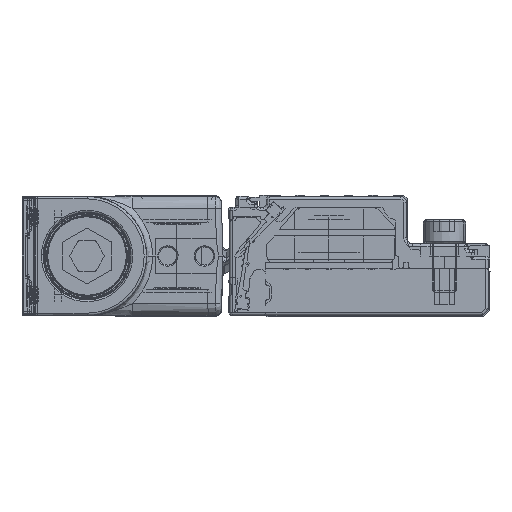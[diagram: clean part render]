
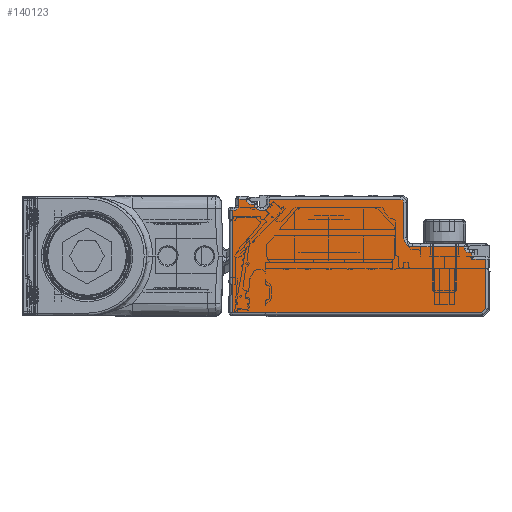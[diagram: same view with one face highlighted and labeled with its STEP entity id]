
A CAD part, left-side view. The second image highlights one B-rep face of the part: STEP entity #140123.
In plain terms, the highlighted planar face has unit normal (-1, 0, 0).
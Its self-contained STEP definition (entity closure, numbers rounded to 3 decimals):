
#139841=AXIS2_PLACEMENT_3D('Circle Axis2P3D',#139839,#139840,$) ;
#139980=AXIS2_PLACEMENT_3D('Plane Axis2P3D',#139977,#139978,#139979) ;
#140003=AXIS2_PLACEMENT_3D('Circle Axis2P3D',#140001,#140002,$) ;
#140017=AXIS2_PLACEMENT_3D('Circle Axis2P3D',#140015,#140016,$) ;
#140038=AXIS2_PLACEMENT_3D('Circle Axis2P3D',#140036,#140037,$) ;
#140052=AXIS2_PLACEMENT_3D('Circle Axis2P3D',#140050,#140051,$) ;
#140066=AXIS2_PLACEMENT_3D('Circle Axis2P3D',#140064,#140065,$) ;
#140087=AXIS2_PLACEMENT_3D('Circle Axis2P3D',#140085,#140086,$) ;
#136664=CARTESIAN_POINT('Vertex',(-1778.,42.3,-7.3)) ;
#136667=CARTESIAN_POINT('Line Origine',(-1778.,42.3,2.)) ;
#136671=CARTESIAN_POINT('Vertex',(-1778.,42.3,9.5)) ;
#136995=CARTESIAN_POINT('Vertex',(-1778.,1.407,-7.3)) ;
#136998=CARTESIAN_POINT('Line Origine',(-1778.,23.168,-7.3)) ;
#137035=CARTESIAN_POINT('Vertex',(-1778.,0.7,-6.593)) ;
#137038=CARTESIAN_POINT('Line Origine',(-1778.,-1.246,-4.646)) ;
#137075=CARTESIAN_POINT('Vertex',(-1778.,0.7,1.5)) ;
#137078=CARTESIAN_POINT('Line Origine',(-1778.,0.7,2.)) ;
#139756=CARTESIAN_POINT('Vertex',(-1778.,3.,2.5)) ;
#139812=CARTESIAN_POINT('Vertex',(-1778.,3.4,2.5)) ;
#139815=CARTESIAN_POINT('Line Origine',(-1778.,21.5,2.5)) ;
#139836=CARTESIAN_POINT('Vertex',(-1778.,4.2,3.3)) ;
#139839=CARTESIAN_POINT('Axis2P3D Location',(-1778.,3.4,3.3)) ;
#139962=CARTESIAN_POINT('Vertex',(-1778.,3.,1.5)) ;
#139965=CARTESIAN_POINT('Line Origine',(-1778.,21.5,1.5)) ;
#139977=CARTESIAN_POINT('Axis2P3D Location',(-1778.,0.2,-7.8)) ;
#139982=CARTESIAN_POINT('Line Origine',(-1778.,3.,2.)) ;
#139987=CARTESIAN_POINT('Line Origine',(-1778.,4.2,3.4)) ;
#139991=CARTESIAN_POINT('Vertex',(-1778.,4.2,3.5)) ;
#139994=CARTESIAN_POINT('Line Origine',(-1778.,8.45,3.5)) ;
#139998=CARTESIAN_POINT('Vertex',(-1778.,12.7,3.5)) ;
#140001=CARTESIAN_POINT('Axis2P3D Location',(-1778.,12.7,5.)) ;
#140005=CARTESIAN_POINT('Vertex',(-1778.,14.2,5.)) ;
#140008=CARTESIAN_POINT('Line Origine',(-1778.,14.2,7.9)) ;
#140012=CARTESIAN_POINT('Vertex',(-1778.,14.2,10.8)) ;
#140015=CARTESIAN_POINT('Axis2P3D Location',(-1778.,14.7,10.8)) ;
#140019=CARTESIAN_POINT('Vertex',(-1778.,14.7,11.3)) ;
#140022=CARTESIAN_POINT('Line Origine',(-1778.,25.5,11.3)) ;
#140026=CARTESIAN_POINT('Vertex',(-1778.,36.3,11.3)) ;
#140029=CARTESIAN_POINT('Line Origine',(-1778.,36.3,10.9)) ;
#140033=CARTESIAN_POINT('Vertex',(-1778.,36.3,10.5)) ;
#140036=CARTESIAN_POINT('Axis2P3D Location',(-1778.,37.3,10.5)) ;
#140040=CARTESIAN_POINT('Vertex',(-1778.,37.3,9.5)) ;
#140043=CARTESIAN_POINT('Line Origine',(-1778.,37.55,9.5)) ;
#140047=CARTESIAN_POINT('Vertex',(-1778.,37.8,9.5)) ;
#140050=CARTESIAN_POINT('Axis2P3D Location',(-1778.,37.8,10.5)) ;
#140054=CARTESIAN_POINT('Vertex',(-1778.,38.8,10.5)) ;
#140057=CARTESIAN_POINT('Line Origine',(-1778.,39.05,10.5)) ;
#140061=CARTESIAN_POINT('Vertex',(-1778.,39.3,10.5)) ;
#140064=CARTESIAN_POINT('Axis2P3D Location',(-1778.,39.3,11.3)) ;
#140068=CARTESIAN_POINT('Vertex',(-1778.,40.1,11.3)) ;
#140071=CARTESIAN_POINT('Line Origine',(-1778.,40.7,11.3)) ;
#140075=CARTESIAN_POINT('Vertex',(-1778.,41.3,11.3)) ;
#140078=CARTESIAN_POINT('Line Origine',(-1778.,41.3,10.8)) ;
#140082=CARTESIAN_POINT('Vertex',(-1778.,41.3,10.3)) ;
#140085=CARTESIAN_POINT('Axis2P3D Location',(-1778.,42.1,10.3)) ;
#140089=CARTESIAN_POINT('Vertex',(-1778.,42.1,9.5)) ;
#140092=CARTESIAN_POINT('Line Origine',(-1778.,42.2,9.5)) ;
#136668=DIRECTION('Vector Direction',(0.,0.,1.)) ;
#136999=DIRECTION('Vector Direction',(0.,1.,0.)) ;
#137039=DIRECTION('Vector Direction',(0.,0.707,-0.707)) ;
#137079=DIRECTION('Vector Direction',(0.,0.,-1.)) ;
#139816=DIRECTION('Vector Direction',(0.,-1.,0.)) ;
#139840=DIRECTION('Axis2P3D Direction',(1.,0.,0.)) ;
#139966=DIRECTION('Vector Direction',(0.,-1.,0.)) ;
#139978=DIRECTION('Axis2P3D Direction',(-1.,0.,0.)) ;
#139979=DIRECTION('Axis2P3D XDirection',(0.,0.,1.)) ;
#139983=DIRECTION('Vector Direction',(0.,0.,1.)) ;
#139988=DIRECTION('Vector Direction',(0.,0.,-1.)) ;
#139995=DIRECTION('Vector Direction',(0.,1.,0.)) ;
#140002=DIRECTION('Axis2P3D Direction',(-1.,0.,0.)) ;
#140009=DIRECTION('Vector Direction',(0.,0.,1.)) ;
#140016=DIRECTION('Axis2P3D Direction',(-1.,0.,0.)) ;
#140023=DIRECTION('Vector Direction',(0.,1.,0.)) ;
#140030=DIRECTION('Vector Direction',(0.,0.,-1.)) ;
#140037=DIRECTION('Axis2P3D Direction',(-1.,0.,0.)) ;
#140044=DIRECTION('Vector Direction',(0.,1.,0.)) ;
#140051=DIRECTION('Axis2P3D Direction',(-1.,0.,0.)) ;
#140058=DIRECTION('Vector Direction',(0.,-1.,0.)) ;
#140065=DIRECTION('Axis2P3D Direction',(-1.,0.,0.)) ;
#140072=DIRECTION('Vector Direction',(0.,1.,0.)) ;
#140079=DIRECTION('Vector Direction',(0.,0.,-1.)) ;
#140086=DIRECTION('Axis2P3D Direction',(-1.,0.,0.)) ;
#140093=DIRECTION('Vector Direction',(0.,1.,0.)) ;
#136669=VECTOR('Line Direction',#136668,1.) ;
#137000=VECTOR('Line Direction',#136999,1.) ;
#137040=VECTOR('Line Direction',#137039,1.) ;
#137080=VECTOR('Line Direction',#137079,1.) ;
#139817=VECTOR('Line Direction',#139816,1.) ;
#139967=VECTOR('Line Direction',#139966,1.) ;
#139984=VECTOR('Line Direction',#139983,1.) ;
#139989=VECTOR('Line Direction',#139988,1.) ;
#139996=VECTOR('Line Direction',#139995,1.) ;
#140010=VECTOR('Line Direction',#140009,1.) ;
#140024=VECTOR('Line Direction',#140023,1.) ;
#140031=VECTOR('Line Direction',#140030,1.) ;
#140045=VECTOR('Line Direction',#140044,1.) ;
#140059=VECTOR('Line Direction',#140058,1.) ;
#140073=VECTOR('Line Direction',#140072,1.) ;
#140080=VECTOR('Line Direction',#140079,1.) ;
#140094=VECTOR('Line Direction',#140093,1.) ;
#140098=ORIENTED_EDGE('',*,*,#139986,.T.) ;
#140099=ORIENTED_EDGE('',*,*,#139819,.T.) ;
#140100=ORIENTED_EDGE('',*,*,#139843,.T.) ;
#140101=ORIENTED_EDGE('',*,*,#139993,.T.) ;
#140102=ORIENTED_EDGE('',*,*,#140000,.T.) ;
#140103=ORIENTED_EDGE('',*,*,#140007,.T.) ;
#140104=ORIENTED_EDGE('',*,*,#140014,.T.) ;
#140105=ORIENTED_EDGE('',*,*,#140021,.T.) ;
#140106=ORIENTED_EDGE('',*,*,#140028,.T.) ;
#140107=ORIENTED_EDGE('',*,*,#140035,.T.) ;
#140108=ORIENTED_EDGE('',*,*,#140042,.T.) ;
#140109=ORIENTED_EDGE('',*,*,#140049,.T.) ;
#140110=ORIENTED_EDGE('',*,*,#140056,.T.) ;
#140111=ORIENTED_EDGE('',*,*,#140063,.T.) ;
#140112=ORIENTED_EDGE('',*,*,#140070,.T.) ;
#140113=ORIENTED_EDGE('',*,*,#140077,.T.) ;
#140114=ORIENTED_EDGE('',*,*,#140084,.T.) ;
#140115=ORIENTED_EDGE('',*,*,#140091,.T.) ;
#140116=ORIENTED_EDGE('',*,*,#140096,.T.) ;
#140117=ORIENTED_EDGE('',*,*,#136673,.T.) ;
#140118=ORIENTED_EDGE('',*,*,#137002,.T.) ;
#140119=ORIENTED_EDGE('',*,*,#137042,.T.) ;
#140120=ORIENTED_EDGE('',*,*,#137082,.T.) ;
#140121=ORIENTED_EDGE('',*,*,#139969,.T.) ;
#140123=ADVANCED_FACE('\X2\FF8AFF9FFF70FF82\X0\ \X2\FF8EFF9EFF83FF9EFF68FF70\X0\',(#140122),#139981,.T.) ;
#139842=CIRCLE('generated circle',#139841,0.8) ;
#140004=CIRCLE('generated circle',#140003,1.5) ;
#140018=CIRCLE('generated circle',#140017,0.5) ;
#140039=CIRCLE('generated circle',#140038,1.) ;
#140053=CIRCLE('generated circle',#140052,1.) ;
#140067=CIRCLE('generated circle',#140066,0.8) ;
#140088=CIRCLE('generated circle',#140087,0.8) ;
#136673=EDGE_CURVE('',#136672,#136665,#136670,.F.) ;
#137002=EDGE_CURVE('',#136665,#136996,#137001,.F.) ;
#137042=EDGE_CURVE('',#136996,#137036,#137041,.F.) ;
#137082=EDGE_CURVE('',#137036,#137076,#137081,.F.) ;
#139819=EDGE_CURVE('',#139757,#139813,#139818,.F.) ;
#139843=EDGE_CURVE('',#139813,#139837,#139842,.T.) ;
#139969=EDGE_CURVE('',#137076,#139963,#139968,.F.) ;
#139986=EDGE_CURVE('',#139963,#139757,#139985,.T.) ;
#139993=EDGE_CURVE('',#139837,#139992,#139990,.F.) ;
#140000=EDGE_CURVE('',#139992,#139999,#139997,.T.) ;
#140007=EDGE_CURVE('',#139999,#140006,#140004,.F.) ;
#140014=EDGE_CURVE('',#140006,#140013,#140011,.T.) ;
#140021=EDGE_CURVE('',#140013,#140020,#140018,.T.) ;
#140028=EDGE_CURVE('',#140020,#140027,#140025,.T.) ;
#140035=EDGE_CURVE('',#140027,#140034,#140032,.T.) ;
#140042=EDGE_CURVE('',#140034,#140041,#140039,.F.) ;
#140049=EDGE_CURVE('',#140041,#140048,#140046,.T.) ;
#140056=EDGE_CURVE('',#140048,#140055,#140053,.F.) ;
#140063=EDGE_CURVE('',#140055,#140062,#140060,.F.) ;
#140070=EDGE_CURVE('',#140062,#140069,#140067,.F.) ;
#140077=EDGE_CURVE('',#140069,#140076,#140074,.T.) ;
#140084=EDGE_CURVE('',#140076,#140083,#140081,.T.) ;
#140091=EDGE_CURVE('',#140083,#140090,#140088,.F.) ;
#140096=EDGE_CURVE('',#140090,#136672,#140095,.T.) ;
#140097=EDGE_LOOP('',(#140098,#140099,#140100,#140101,#140102,#140103,#140104,#140105,#140106,#140107,#140108,#140109,#140110,#140111,#140112,#140113,#140114,#140115,#140116,#140117,#140118,#140119,#140120,#140121)) ;
#140122=FACE_OUTER_BOUND('',#140097,.T.) ;
#136670=LINE('Line',#136667,#136669) ;
#137001=LINE('Line',#136998,#137000) ;
#137041=LINE('Line',#137038,#137040) ;
#137081=LINE('Line',#137078,#137080) ;
#139818=LINE('Line',#139815,#139817) ;
#139968=LINE('Line',#139965,#139967) ;
#139985=LINE('Line',#139982,#139984) ;
#139990=LINE('Line',#139987,#139989) ;
#139997=LINE('Line',#139994,#139996) ;
#140011=LINE('Line',#140008,#140010) ;
#140025=LINE('Line',#140022,#140024) ;
#140032=LINE('Line',#140029,#140031) ;
#140046=LINE('Line',#140043,#140045) ;
#140060=LINE('Line',#140057,#140059) ;
#140074=LINE('Line',#140071,#140073) ;
#140081=LINE('Line',#140078,#140080) ;
#140095=LINE('Line',#140092,#140094) ;
#139981=PLANE('',#139980) ;
#136665=VERTEX_POINT('',#136664) ;
#136672=VERTEX_POINT('',#136671) ;
#136996=VERTEX_POINT('',#136995) ;
#137036=VERTEX_POINT('',#137035) ;
#137076=VERTEX_POINT('',#137075) ;
#139757=VERTEX_POINT('',#139756) ;
#139813=VERTEX_POINT('',#139812) ;
#139837=VERTEX_POINT('',#139836) ;
#139963=VERTEX_POINT('',#139962) ;
#139992=VERTEX_POINT('',#139991) ;
#139999=VERTEX_POINT('',#139998) ;
#140006=VERTEX_POINT('',#140005) ;
#140013=VERTEX_POINT('',#140012) ;
#140020=VERTEX_POINT('',#140019) ;
#140027=VERTEX_POINT('',#140026) ;
#140034=VERTEX_POINT('',#140033) ;
#140041=VERTEX_POINT('',#140040) ;
#140048=VERTEX_POINT('',#140047) ;
#140055=VERTEX_POINT('',#140054) ;
#140062=VERTEX_POINT('',#140061) ;
#140069=VERTEX_POINT('',#140068) ;
#140076=VERTEX_POINT('',#140075) ;
#140083=VERTEX_POINT('',#140082) ;
#140090=VERTEX_POINT('',#140089) ;
